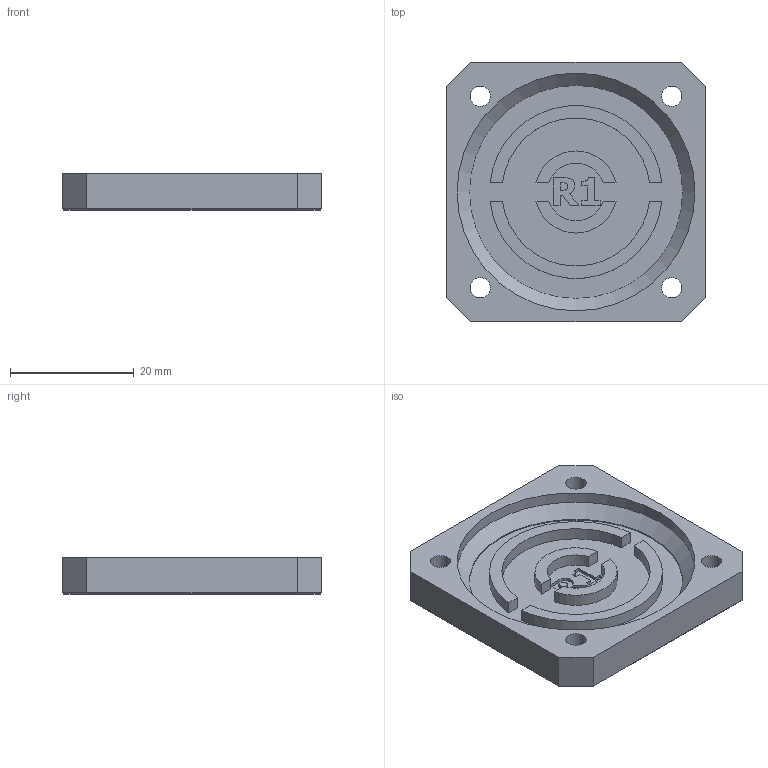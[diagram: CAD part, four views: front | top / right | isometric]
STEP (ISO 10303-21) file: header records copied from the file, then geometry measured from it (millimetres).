
FILE_DESCRIPTION(/* description */ (''),/* implementation_level */ '2;1');
FILE_NAME(/* name */ 'pg_front_case_R1.stp',/* time_stamp */ '2023-07-10T11:35:05+02:00',/* author */ ('Eliáš Knor'),/* organization */ (''),/* preprocessor_version */ 'ST-DEVELOPER v19',/* originating_system */ 'Autodesk Inventor 2023',/* authorisation */ '');
FILE_SCHEMA (('AUTOMOTIVE_DESIGN { 1 0 10303 214 3 1 1 }'));
Length unit declared in the file: millimetre
Products named in the file (1): pg-front-case-V2
Bounding box: 42 x 42 x 5.95 mm (x, y, z)
Volume: 5867.4 mm3; surface area: 5484.3 mm2
Topology: 1 solids, 1 shells, 131 faces, 333 edges, 212 vertices
Faces by surface type: plane 103, cylinder 18, bspline 9, cone 1
Full cylindrical faces by diameter (mm): 3.3 x4, 6 x4, 34.5 x1, 38.5 x1
Entity records: 4013 total; most frequent: CARTESIAN_POINT 794, ORIENTED_EDGE 666, DIRECTION 625, EDGE_CURVE 333, LINE 251, VECTOR 251, VERTEX_POINT 212, AXIS2_PLACEMENT_3D 187
